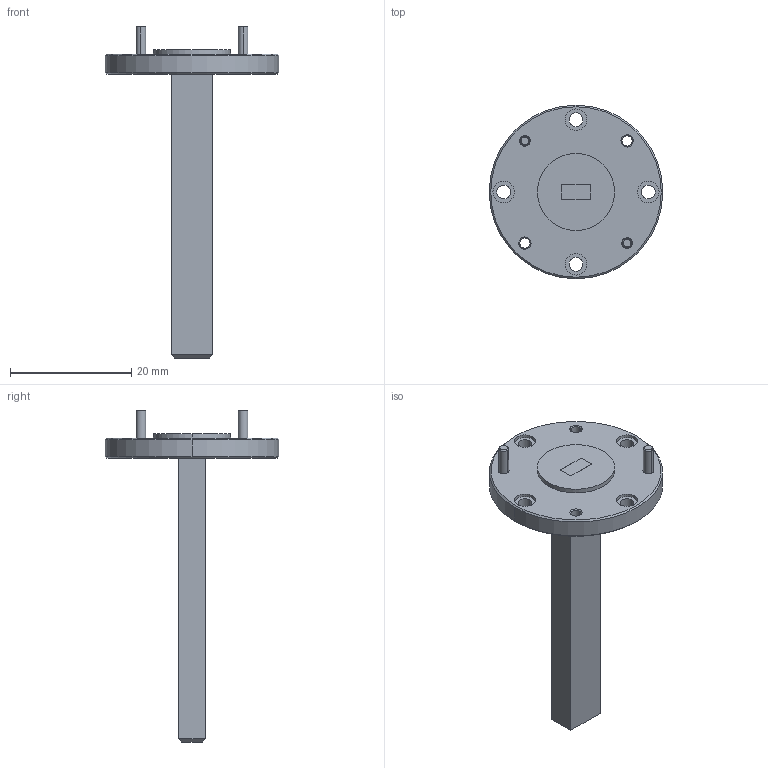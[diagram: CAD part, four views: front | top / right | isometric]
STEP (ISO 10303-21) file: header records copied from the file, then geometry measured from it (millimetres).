
FILE_DESCRIPTION (( 'STEP AP203' ), '1' );
FILE_NAME ('DMAP-19-301-1, df.STEP', '2017-06-06T16:24:05', ( '' ), ( '' ), 'SwSTEP 2.0', 'SolidWorks 2013', '' );
FILE_SCHEMA (( 'CONFIG_CONTROL_DESIGN' ));
Length unit declared in the file: inch
Products named in the file (1): DMAP-19-301-1, df
Bounding box: 28.57 x 28.57 x 54.67 mm (x, y, z)
Volume: 3569 mm3; surface area: 2836.1 mm2
Topology: 3 solids, 3 shells, 77 faces, 178 edges, 114 vertices
Faces by surface type: cylinder 32, plane 25, cone 20
Entity records: 2321 total; most frequent: DIRECTION 428, CARTESIAN_POINT 370, ORIENTED_EDGE 356, EDGE_CURVE 178, AXIS2_PLACEMENT_3D 172, VERTEX_POINT 114, EDGE_LOOP 100, CIRCLE 94
